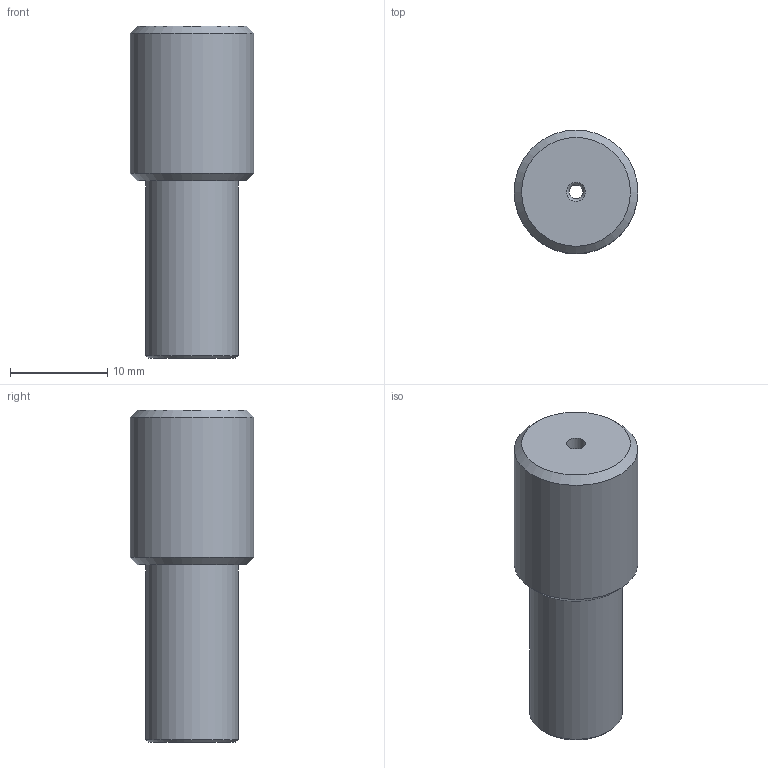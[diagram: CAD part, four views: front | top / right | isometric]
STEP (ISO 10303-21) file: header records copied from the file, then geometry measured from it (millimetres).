
FILE_DESCRIPTION(/* description */ (''),/* implementation_level */ '2;1');
FILE_NAME(/* name */ '1000101a.stp',/* time_stamp */ '2019-09-19T09:48:18-04:00',/* author */ ('Sana_M'),/* organization */ (''),/* preprocessor_version */ 'ST-DEVELOPER v16.13',/* originating_system */ 'Autodesk Inventor 2018',/* authorisation */ '');
FILE_SCHEMA (('AUTOMOTIVE_DESIGN { 1 0 10303 214 3 1 1 }'));
Length unit declared in the file: inch
Products named in the file (1): 1000101a
Bounding box: 12.7 x 12.7 x 34.09 mm (x, y, z)
Volume: 2935 mm3; surface area: 2379.9 mm2
Topology: 3 solids, 3 shells, 28 faces, 48 edges, 29 vertices
Faces by surface type: cylinder 9, plane 9, cone 6, torus 4
Full cylindrical faces by diameter (mm): 1.422 x1, 1.905 x1, 1.956 x1, 3.175 x1, 4.47 x1, 7.493 x1, 8.153 x1, 9.5 x1, 12.7 x1
Entity records: 664 total; most frequent: DIRECTION 114, CARTESIAN_POINT 85, AXIS2_PLACEMENT_3D 57, EDGE_LOOP 56, ORIENTED_EDGE 56, STYLED_ITEM 31, FACE_BOUND 28, FACE_OUTER_BOUND 28
